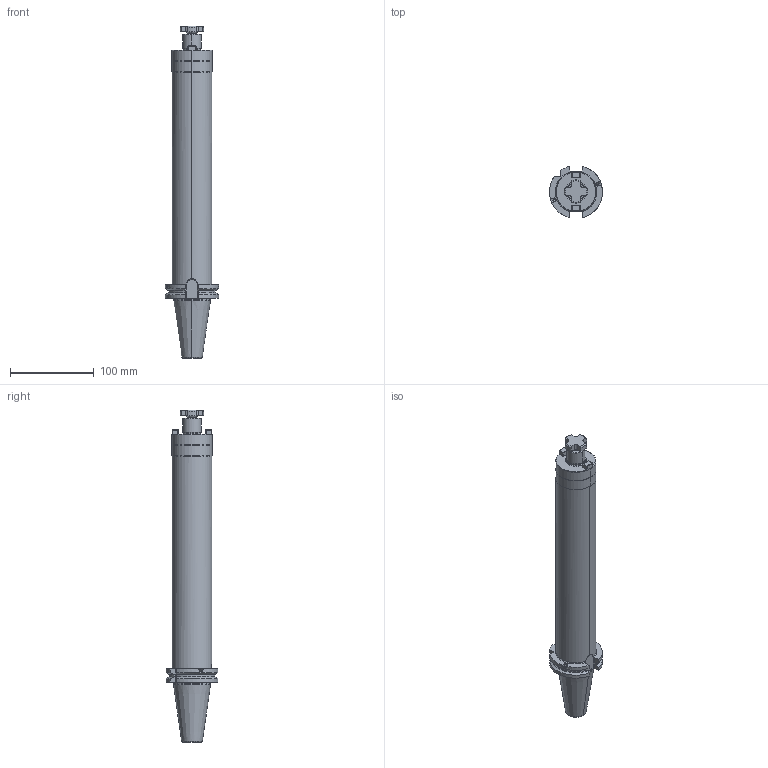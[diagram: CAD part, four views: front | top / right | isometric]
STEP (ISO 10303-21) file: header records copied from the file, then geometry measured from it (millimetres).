
FILE_DESCRIPTION((''),'2;1');
FILE_NAME('DEX','2021-07-14T11:39:20',('bassb'),(''),'CREO PARAMETRIC BY PTC INC, 2019030','CREO PARAMETRIC BY PTC INC, 2019030','');
FILE_SCHEMA(('AP242_MANAGED_MODEL_BASED_3D_ENGINEERING_MIM_LF { 1 0 10303 442 1 1 4 }'));
Length unit declared in the file: millimetre
Products named in the file (1): DEX
Bounding box: 63.54 x 61.48 x 397.4 mm (x, y, z)
Volume: 505843.4 mm3; surface area: 91539.9 mm2
Topology: 1 solids, 5 shells, 293 faces, 714 edges, 432 vertices
Faces by surface type: cylinder 94, plane 85, cone 70, torus 44
Entity records: 12626 total; most frequent: CARTESIAN_POINT 3484, DIRECTION 1505, ORIENTED_EDGE 1420, PRESENTATION_STYLE_ASSIGNMENT 714, STYLED_ITEM 714, CURVE_STYLE 713, EDGE_CURVE 710, AXIS2_PLACEMENT_3D 599
